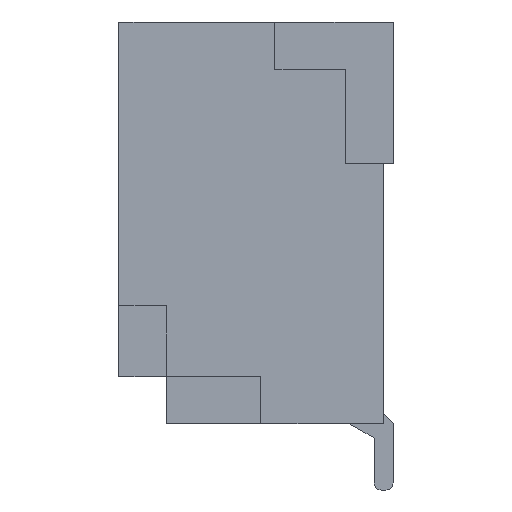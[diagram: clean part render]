
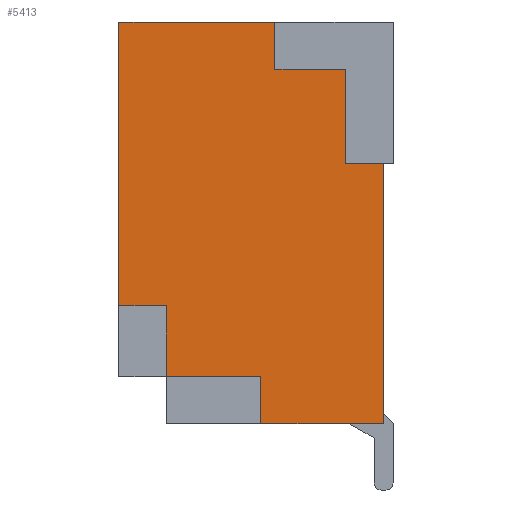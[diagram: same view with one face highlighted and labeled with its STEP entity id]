
A CAD part, left-side view. The second image highlights one B-rep face of the part: STEP entity #5413.
In plain terms, the highlighted planar face has unit normal (-1, 0, 0).
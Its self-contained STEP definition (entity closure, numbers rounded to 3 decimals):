
#71 = VECTOR ( 'NONE', #13598, 1000. ) ;
#373 = LINE ( 'NONE', #16085, #10707 ) ;
#418 = VERTEX_POINT ( 'NONE', #15554 ) ;
#465 = VECTOR ( 'NONE', #3484, 1000. ) ;
#582 = VERTEX_POINT ( 'NONE', #17511 ) ;
#917 = VECTOR ( 'NONE', #8674, 1000. ) ;
#1108 = VECTOR ( 'NONE', #2117, 1000. ) ;
#1348 = ORIENTED_EDGE ( 'NONE', *, *, #10090, .T. ) ;
#1779 = VECTOR ( 'NONE', #4663, 1000. ) ;
#2071 = CARTESIAN_POINT ( 'NONE',  ( -5., 2.9, 4.25 ) ) ;
#2117 = DIRECTION ( 'NONE',  ( 0., -1., 0. ) ) ;
#2267 = VERTEX_POINT ( 'NONE', #10243 ) ;
#2282 = LINE ( 'NONE', #3627, #11366 ) ;
#2473 = FACE_OUTER_BOUND ( 'NONE', #6331, .T. ) ;
#2868 = ORIENTED_EDGE ( 'NONE', *, *, #4963, .T. ) ;
#3024 = VERTEX_POINT ( 'NONE', #7986 ) ;
#3068 = EDGE_CURVE ( 'NONE', #11558, #13128, #11459, .T. ) ;
#3098 = ORIENTED_EDGE ( 'NONE', *, *, #3068, .F. ) ;
#3266 = EDGE_CURVE ( 'NONE', #11638, #3024, #11669, .T. ) ;
#3484 = DIRECTION ( 'NONE',  ( 0., 1., 0. ) ) ;
#3602 = EDGE_CURVE ( 'NONE', #16900, #16214, #373, .T. ) ;
#3626 = CARTESIAN_POINT ( 'NONE',  ( -5., 0.1, 2.75 ) ) ;
#3627 = CARTESIAN_POINT ( 'NONE',  ( -5., 1.25, 4.25 ) ) ;
#3677 = ORIENTED_EDGE ( 'NONE', *, *, #10036, .T. ) ;
#3848 = LINE ( 'NONE', #14224, #1108 ) ;
#4352 = VECTOR ( 'NONE', #10108, 1000. ) ;
#4368 = CARTESIAN_POINT ( 'NONE',  ( -5., 0., 0. ) ) ;
#4370 = CARTESIAN_POINT ( 'NONE',  ( -5., 1.25, 4.25 ) ) ;
#4547 = CARTESIAN_POINT ( 'NONE',  ( -5., 1.25, 3.75 ) ) ;
#4663 = DIRECTION ( 'NONE',  ( 0., 1., 0. ) ) ;
#4901 = LINE ( 'NONE', #3626, #10009 ) ;
#4963 = EDGE_CURVE ( 'NONE', #7409, #13128, #2282, .T. ) ;
#5235 = CARTESIAN_POINT ( 'NONE',  ( -5., 2.4, 0.5 ) ) ;
#5352 = CARTESIAN_POINT ( 'NONE',  ( -5., 2.4, 1.25 ) ) ;
#5413 = ADVANCED_FACE ( 'NONE', ( #2473 ), #14172, .T. ) ;
#5569 = CARTESIAN_POINT ( 'NONE',  ( -5., 1.4, 0.5 ) ) ;
#5740 = AXIS2_PLACEMENT_3D ( 'NONE', #2071, #8741, #11523 ) ;
#6095 = ORIENTED_EDGE ( 'NONE', *, *, #11525, .F. ) ;
#6156 = CARTESIAN_POINT ( 'NONE',  ( -5., 0.1, 2.75 ) ) ;
#6172 = VERTEX_POINT ( 'NONE', #14668 ) ;
#6331 = EDGE_LOOP ( 'NONE', ( #10219, #10997, #6711, #3677, #2868, #3098, #16651, #1348, #10784, #12318, #10399, #6095 ) ) ;
#6711 = ORIENTED_EDGE ( 'NONE', *, *, #14267, .T. ) ;
#6754 = DIRECTION ( 'NONE',  ( 0., 0., -1. ) ) ;
#7028 = LINE ( 'NONE', #15745, #8322 ) ;
#7409 = VERTEX_POINT ( 'NONE', #13273 ) ;
#7634 = CARTESIAN_POINT ( 'NONE',  ( -5., 0.5, 3.75 ) ) ;
#7890 = VECTOR ( 'NONE', #15780, 1000. ) ;
#7986 = CARTESIAN_POINT ( 'NONE',  ( -5., 0.5, 2.75 ) ) ;
#8015 = VERTEX_POINT ( 'NONE', #7634 ) ;
#8215 = CARTESIAN_POINT ( 'NONE',  ( -5., 0., 4.25 ) ) ;
#8243 = DIRECTION ( 'NONE',  ( 0., 0., -1. ) ) ;
#8322 = VECTOR ( 'NONE', #14400, 1000. ) ;
#8674 = DIRECTION ( 'NONE',  ( 0., 1., 0. ) ) ;
#8679 = CARTESIAN_POINT ( 'NONE',  ( -5., 0.5, 3.75 ) ) ;
#8741 = DIRECTION ( 'NONE',  ( -1., 0., 0. ) ) ;
#9990 = VECTOR ( 'NONE', #8243, 1000. ) ;
#10009 = VECTOR ( 'NONE', #13082, 1000. ) ;
#10036 = EDGE_CURVE ( 'NONE', #8015, #7409, #15085, .T. ) ;
#10062 = CARTESIAN_POINT ( 'NONE',  ( -5., 0.5, 2.75 ) ) ;
#10090 = EDGE_CURVE ( 'NONE', #582, #16900, #7028, .T. ) ;
#10108 = DIRECTION ( 'NONE',  ( 0., 0., 1. ) ) ;
#10219 = ORIENTED_EDGE ( 'NONE', *, *, #11295, .F. ) ;
#10243 = CARTESIAN_POINT ( 'NONE',  ( -5., 1.4, 0. ) ) ;
#10399 = ORIENTED_EDGE ( 'NONE', *, *, #11956, .T. ) ;
#10590 = CARTESIAN_POINT ( 'NONE',  ( -5., 2.9, 4.25 ) ) ;
#10707 = VECTOR ( 'NONE', #6754, 1000. ) ;
#10784 = ORIENTED_EDGE ( 'NONE', *, *, #3602, .T. ) ;
#10997 = ORIENTED_EDGE ( 'NONE', *, *, #3266, .T. ) ;
#11295 = EDGE_CURVE ( 'NONE', #11638, #418, #4901, .T. ) ;
#11366 = VECTOR ( 'NONE', #13083, 1000. ) ;
#11459 = LINE ( 'NONE', #8215, #71 ) ;
#11523 = DIRECTION ( 'NONE',  ( 0., 0., 1. ) ) ;
#11525 = EDGE_CURVE ( 'NONE', #418, #2267, #17169, .T. ) ;
#11537 = LINE ( 'NONE', #8679, #4352 ) ;
#11558 = VERTEX_POINT ( 'NONE', #14098 ) ;
#11638 = VERTEX_POINT ( 'NONE', #6156 ) ;
#11669 = LINE ( 'NONE', #10062, #465 ) ;
#11956 = EDGE_CURVE ( 'NONE', #6172, #2267, #13570, .T. ) ;
#12318 = ORIENTED_EDGE ( 'NONE', *, *, #16048, .T. ) ;
#13082 = DIRECTION ( 'NONE',  ( 0., 0., -1. ) ) ;
#13083 = DIRECTION ( 'NONE',  ( 0., 0., 1. ) ) ;
#13128 = VERTEX_POINT ( 'NONE', #4370 ) ;
#13273 = CARTESIAN_POINT ( 'NONE',  ( -5., 1.25, 3.75 ) ) ;
#13570 = LINE ( 'NONE', #5569, #9990 ) ;
#13598 = DIRECTION ( 'NONE',  ( 0., -1., 0. ) ) ;
#14098 = CARTESIAN_POINT ( 'NONE',  ( -5., 2.9, 4.25 ) ) ;
#14172 = PLANE ( 'NONE',  #5740 ) ;
#14224 = CARTESIAN_POINT ( 'NONE',  ( -5., 2.4, 0.5 ) ) ;
#14267 = EDGE_CURVE ( 'NONE', #3024, #8015, #11537, .T. ) ;
#14400 = DIRECTION ( 'NONE',  ( 0., -1., 0. ) ) ;
#14668 = CARTESIAN_POINT ( 'NONE',  ( -5., 1.4, 0.5 ) ) ;
#15076 = EDGE_CURVE ( 'NONE', #582, #11558, #16124, .T. ) ;
#15085 = LINE ( 'NONE', #4547, #1779 ) ;
#15554 = CARTESIAN_POINT ( 'NONE',  ( -5., 0.1, 0. ) ) ;
#15745 = CARTESIAN_POINT ( 'NONE',  ( -5., 2.9, 1.25 ) ) ;
#15780 = DIRECTION ( 'NONE',  ( 0., 0., 1. ) ) ;
#16048 = EDGE_CURVE ( 'NONE', #16214, #6172, #3848, .T. ) ;
#16085 = CARTESIAN_POINT ( 'NONE',  ( -5., 2.4, 1.25 ) ) ;
#16124 = LINE ( 'NONE', #10590, #7890 ) ;
#16214 = VERTEX_POINT ( 'NONE', #5235 ) ;
#16651 = ORIENTED_EDGE ( 'NONE', *, *, #15076, .F. ) ;
#16900 = VERTEX_POINT ( 'NONE', #5352 ) ;
#17169 = LINE ( 'NONE', #4368, #917 ) ;
#17511 = CARTESIAN_POINT ( 'NONE',  ( -5., 2.9, 1.25 ) ) ;
